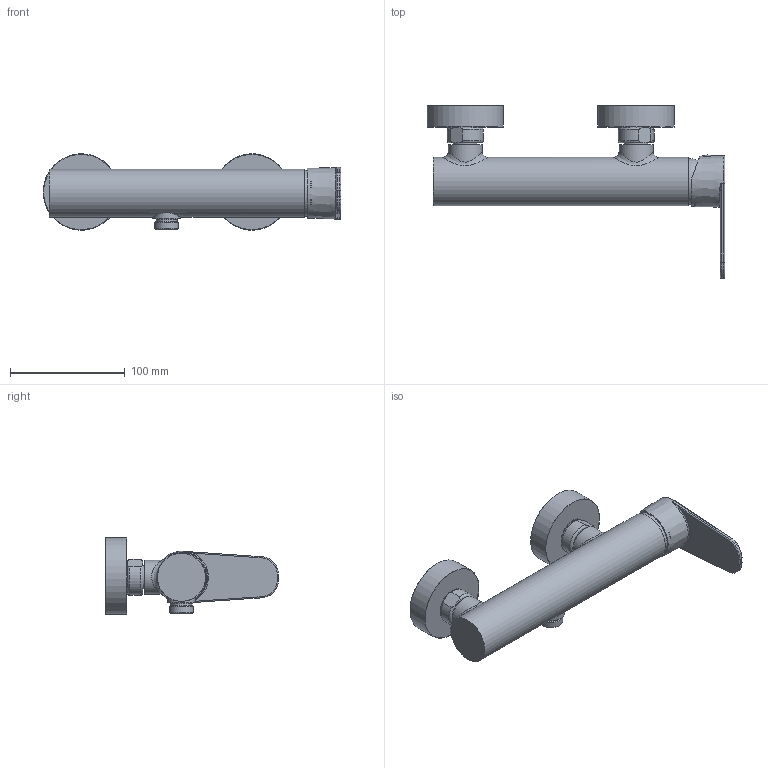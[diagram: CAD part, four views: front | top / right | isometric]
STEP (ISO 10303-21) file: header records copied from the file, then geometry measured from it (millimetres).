
FILE_DESCRIPTION (( 'STEP AP203' ), '1' );
FILE_NAME ('36DP00357.STEP', '2020-09-14T06:54:55', ( '' ), ( '' ), 'SwSTEP 2.0', 'SolidWorks 2018', '' );
FILE_SCHEMA (( 'CONFIG_CONTROL_DESIGN' ));
Length unit declared in the file: millimetre
Products named in the file (1): 36DP00357
Bounding box: 259.28 x 150.5 x 66.26 mm (x, y, z)
Volume: 124625.8 mm3; surface area: 121133.1 mm2
Topology: 12 solids, 12 shells, 298 faces, 685 edges, 438 vertices
Faces by surface type: plane 119, cylinder 84, bspline 41, cone 31, torus 22, sphere 1
Full cylindrical faces by diameter (mm): 6.8 x2, 9.5 x1, 10 x1, 15 x1, 16 x2, 16.5 x2, 18 x2, 18.3 x2, 19.5 x2, 20.5 x2, 20.65 x2, 21 x2, 24 x3, 24.5 x2, 25 x1, 25.6 x2, 26.4 x2, 29.5 x2, 31 x1, 35.2 x1, 35.8 x2, 36.958 x1, 37 x1, 42 x1, 65.7 x2, 66.5 x2
Entity records: 13799 total; most frequent: CARTESIAN_POINT 7997, ORIENTED_EDGE 1128, DIRECTION 1035, EDGE_CURVE 564, AXIS2_PLACEMENT_3D 444, EDGE_LOOP 438, VERTEX_POINT 406, FACE_OUTER_BOUND 358
